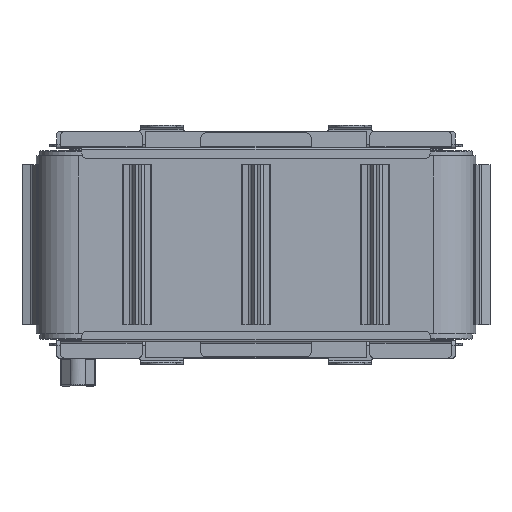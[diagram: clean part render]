
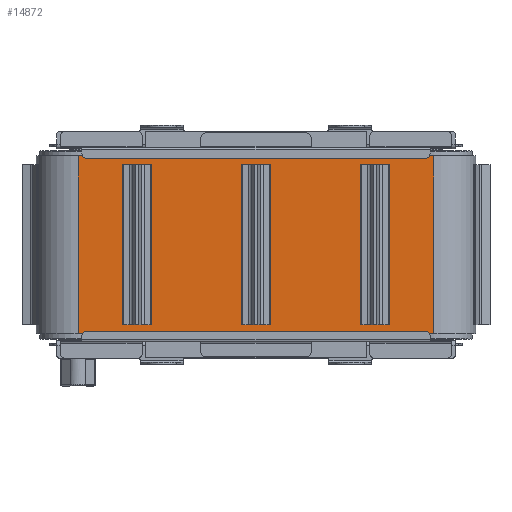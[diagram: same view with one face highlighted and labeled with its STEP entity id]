
A CAD part, top view. The second image highlights one B-rep face of the part: STEP entity #14872.
In plain terms, the highlighted planar face has unit normal (0, 0, 1).
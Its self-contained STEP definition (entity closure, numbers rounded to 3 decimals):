
#569=FACE_BOUND('',#2790,.T.);
#570=FACE_BOUND('',#2791,.T.);
#571=FACE_BOUND('',#2792,.T.);
#1953=FACE_OUTER_BOUND('',#2789,.T.);
#2789=EDGE_LOOP('',(#12357,#12358,#12359,#12360));
#2790=EDGE_LOOP('',(#12361,#12362,#12363,#12364));
#2791=EDGE_LOOP('',(#12365,#12366,#12367,#12368));
#2792=EDGE_LOOP('',(#12369,#12370,#12371,#12372));
#3750=LINE('',#24765,#5023);
#3752=LINE('',#24774,#5025);
#3863=LINE('',#25077,#5136);
#3872=LINE('',#25100,#5145);
#3888=LINE('',#25140,#5161);
#3889=LINE('',#25142,#5162);
#3891=LINE('',#25150,#5164);
#3900=LINE('',#25173,#5173);
#3916=LINE('',#25213,#5189);
#3917=LINE('',#25215,#5190);
#3947=LINE('',#25296,#5220);
#3956=LINE('',#25319,#5229);
#3972=LINE('',#25359,#5245);
#3973=LINE('',#25361,#5246);
#3975=LINE('',#25364,#5248);
#3977=LINE('',#25368,#5250);
#5023=VECTOR('',#19474,10.);
#5025=VECTOR('',#19482,10.);
#5136=VECTOR('',#19775,10.);
#5145=VECTOR('',#19792,10.);
#5161=VECTOR('',#19836,10.);
#5162=VECTOR('',#19839,10.);
#5164=VECTOR('',#19845,10.);
#5173=VECTOR('',#19862,10.);
#5189=VECTOR('',#19906,10.);
#5190=VECTOR('',#19909,10.);
#5220=VECTOR('',#19985,10.);
#5229=VECTOR('',#20002,10.);
#5245=VECTOR('',#20046,10.);
#5246=VECTOR('',#20049,10.);
#5248=VECTOR('',#20053,10.);
#5250=VECTOR('',#20059,10.);
#6396=VERTEX_POINT('',#24761);
#6398=VERTEX_POINT('',#24764);
#6400=VERTEX_POINT('',#24770);
#6402=VERTEX_POINT('',#24773);
#6502=VERTEX_POINT('',#25074);
#6503=VERTEX_POINT('',#25076);
#6512=VERTEX_POINT('',#25096);
#6523=VERTEX_POINT('',#25138);
#6526=VERTEX_POINT('',#25147);
#6527=VERTEX_POINT('',#25149);
#6536=VERTEX_POINT('',#25169);
#6547=VERTEX_POINT('',#25211);
#6574=VERTEX_POINT('',#25293);
#6575=VERTEX_POINT('',#25295);
#6584=VERTEX_POINT('',#25315);
#6595=VERTEX_POINT('',#25357);
#8261=EDGE_CURVE('',#6398,#6396,#3750,.T.);
#8265=EDGE_CURVE('',#6402,#6400,#3752,.T.);
#8414=EDGE_CURVE('',#6503,#6502,#3863,.T.);
#8426=EDGE_CURVE('',#6512,#6503,#3872,.T.);
#8446=EDGE_CURVE('',#6502,#6523,#3888,.T.);
#8447=EDGE_CURVE('',#6523,#6512,#3889,.T.);
#8450=EDGE_CURVE('',#6527,#6526,#3891,.T.);
#8462=EDGE_CURVE('',#6536,#6527,#3900,.T.);
#8482=EDGE_CURVE('',#6526,#6547,#3916,.T.);
#8483=EDGE_CURVE('',#6547,#6536,#3917,.T.);
#8522=EDGE_CURVE('',#6575,#6574,#3947,.T.);
#8534=EDGE_CURVE('',#6584,#6575,#3956,.T.);
#8554=EDGE_CURVE('',#6574,#6595,#3972,.T.);
#8555=EDGE_CURVE('',#6595,#6584,#3973,.T.);
#8557=EDGE_CURVE('',#6400,#6398,#3975,.T.);
#8559=EDGE_CURVE('',#6396,#6402,#3977,.T.);
#12357=ORIENTED_EDGE('',*,*,#8265,.T.);
#12358=ORIENTED_EDGE('',*,*,#8557,.T.);
#12359=ORIENTED_EDGE('',*,*,#8261,.T.);
#12360=ORIENTED_EDGE('',*,*,#8559,.T.);
#12361=ORIENTED_EDGE('',*,*,#8414,.T.);
#12362=ORIENTED_EDGE('',*,*,#8446,.T.);
#12363=ORIENTED_EDGE('',*,*,#8447,.T.);
#12364=ORIENTED_EDGE('',*,*,#8426,.T.);
#12365=ORIENTED_EDGE('',*,*,#8450,.T.);
#12366=ORIENTED_EDGE('',*,*,#8482,.T.);
#12367=ORIENTED_EDGE('',*,*,#8483,.T.);
#12368=ORIENTED_EDGE('',*,*,#8462,.T.);
#12369=ORIENTED_EDGE('',*,*,#8522,.T.);
#12370=ORIENTED_EDGE('',*,*,#8554,.T.);
#12371=ORIENTED_EDGE('',*,*,#8555,.T.);
#12372=ORIENTED_EDGE('',*,*,#8534,.T.);
#13377=PLANE('',#16266);
#14872=ADVANCED_FACE('',(#1953,#569,#570,#571),#13377,.T.);
#16266=AXIS2_PLACEMENT_3D('',#25369,#20060,#20061);
#19474=DIRECTION('',(-1.,0.,0.));
#19482=DIRECTION('',(1.,0.,0.));
#19775=DIRECTION('',(1.,0.,0.));
#19792=DIRECTION('',(0.,1.,0.));
#19836=DIRECTION('',(0.,-1.,0.));
#19839=DIRECTION('',(-1.,0.,0.));
#19845=DIRECTION('',(1.,0.,0.));
#19862=DIRECTION('',(0.,1.,0.));
#19906=DIRECTION('',(0.,-1.,0.));
#19909=DIRECTION('',(-1.,0.,0.));
#19985=DIRECTION('',(1.,0.,0.));
#20002=DIRECTION('',(0.,1.,0.));
#20046=DIRECTION('',(0.,-1.,0.));
#20049=DIRECTION('',(-1.,0.,0.));
#20053=DIRECTION('',(0.,1.,0.));
#20059=DIRECTION('',(0.,-1.,0.));
#20060=DIRECTION('center_axis',(0.,0.,1.));
#20061=DIRECTION('ref_axis',(0.,-1.,0.));
#24761=CARTESIAN_POINT('',(-500.,250.,17.5));
#24764=CARTESIAN_POINT('',(500.,250.,17.5));
#24765=CARTESIAN_POINT('',(500.,250.,17.5));
#24770=CARTESIAN_POINT('',(500.,-250.,17.5));
#24773=CARTESIAN_POINT('',(-500.,-250.,17.5));
#24774=CARTESIAN_POINT('',(500.,-250.,17.5));
#25074=CARTESIAN_POINT('',(375.,225.,17.5));
#25076=CARTESIAN_POINT('',(295.,225.,17.5));
#25077=CARTESIAN_POINT('',(-82.5,225.,17.5));
#25096=CARTESIAN_POINT('',(295.,-225.,17.5));
#25100=CARTESIAN_POINT('',(295.,0.,17.5));
#25138=CARTESIAN_POINT('',(375.,-225.,17.5));
#25140=CARTESIAN_POINT('',(375.,0.,17.5));
#25142=CARTESIAN_POINT('',(-82.5,-225.,17.5));
#25147=CARTESIAN_POINT('',(40.,225.,17.5));
#25149=CARTESIAN_POINT('',(-40.,225.,17.5));
#25150=CARTESIAN_POINT('',(-250.,225.,17.5));
#25169=CARTESIAN_POINT('',(-40.,-225.,17.5));
#25173=CARTESIAN_POINT('',(-40.,0.,17.5));
#25211=CARTESIAN_POINT('',(40.,-225.,17.5));
#25213=CARTESIAN_POINT('',(40.,0.,17.5));
#25215=CARTESIAN_POINT('',(-250.,-225.,17.5));
#25293=CARTESIAN_POINT('',(-295.,225.,17.5));
#25295=CARTESIAN_POINT('',(-375.,225.,17.5));
#25296=CARTESIAN_POINT('',(-417.5,225.,17.5));
#25315=CARTESIAN_POINT('',(-375.,-225.,17.5));
#25319=CARTESIAN_POINT('',(-375.,0.,17.5));
#25357=CARTESIAN_POINT('',(-295.,-225.,17.5));
#25359=CARTESIAN_POINT('',(-295.,0.,17.5));
#25361=CARTESIAN_POINT('',(-417.5,-225.,17.5));
#25364=CARTESIAN_POINT('',(500.,0.,17.5));
#25368=CARTESIAN_POINT('',(-500.,0.,17.5));
#25369=CARTESIAN_POINT('Origin',(-500.,0.,17.5));
